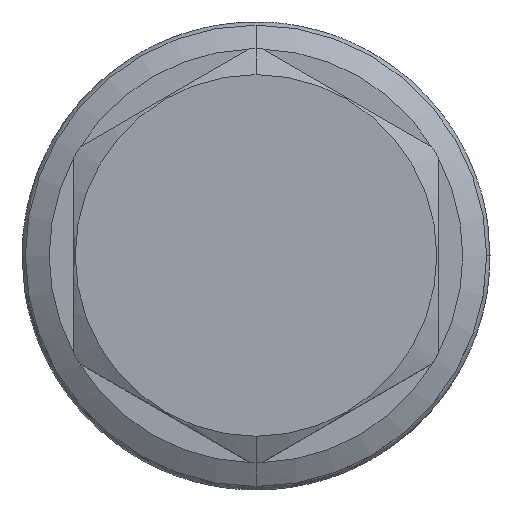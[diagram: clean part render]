
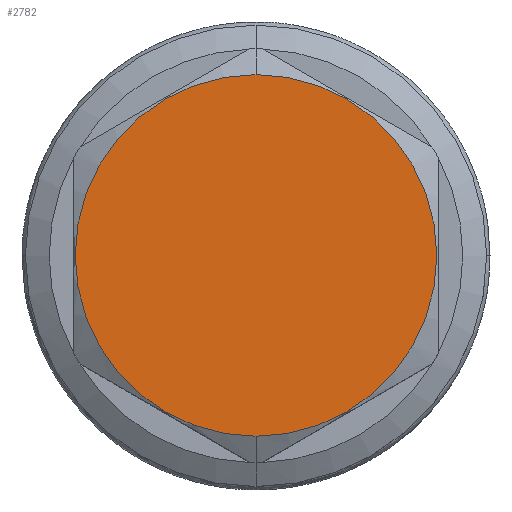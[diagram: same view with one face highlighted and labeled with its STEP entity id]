
A CAD part, top view. The second image highlights one B-rep face of the part: STEP entity #2782.
In plain terms, the highlighted planar face has unit normal (0, 0, 1).
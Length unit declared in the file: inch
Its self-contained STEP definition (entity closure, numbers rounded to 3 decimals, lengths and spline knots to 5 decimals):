
#1043=CARTESIAN_POINT('',(0.,0.,4.811));
#1044=DIRECTION('',(0.,0.,1.));
#1045=DIRECTION('',(0.,-1.,0.));
#1046=AXIS2_PLACEMENT_3D('',#1043,#1044,#1045);
#1048=CARTESIAN_POINT('',(0.,0.,4.811));
#1049=DIRECTION('',(0.,0.,1.));
#1050=DIRECTION('',(0.,1.,0.));
#1051=AXIS2_PLACEMENT_3D('',#1048,#1049,#1050);
#1151=CARTESIAN_POINT('',(0.,-0.807,4.811));
#1152=CARTESIAN_POINT('',(0.,0.807,4.811));
#1153=VERTEX_POINT('',#1151);
#1154=VERTEX_POINT('',#1152);
#2773=CARTESIAN_POINT('',(0.,0.,4.811));
#2774=DIRECTION('',(0.,0.,1.));
#2775=DIRECTION('',(0.,1.,0.));
#2776=AXIS2_PLACEMENT_3D('',#2773,#2774,#2775);
#2777=PLANE('',#2776);
#2778=ORIENTED_EDGE('',*,*,#2543,.F.);
#2779=ORIENTED_EDGE('',*,*,#2764,.F.);
#2780=EDGE_LOOP('',(#2778,#2779));
#2781=FACE_OUTER_BOUND('',#2780,.F.);
#2782=ADVANCED_FACE('',(#2781),#2777,.T.);
#1047=CIRCLE('',#1046,0.807);
#1052=CIRCLE('',#1051,0.807);
#2543=EDGE_CURVE('',#1153,#1154,#1047,.T.);
#2764=EDGE_CURVE('',#1154,#1153,#1052,.T.);
